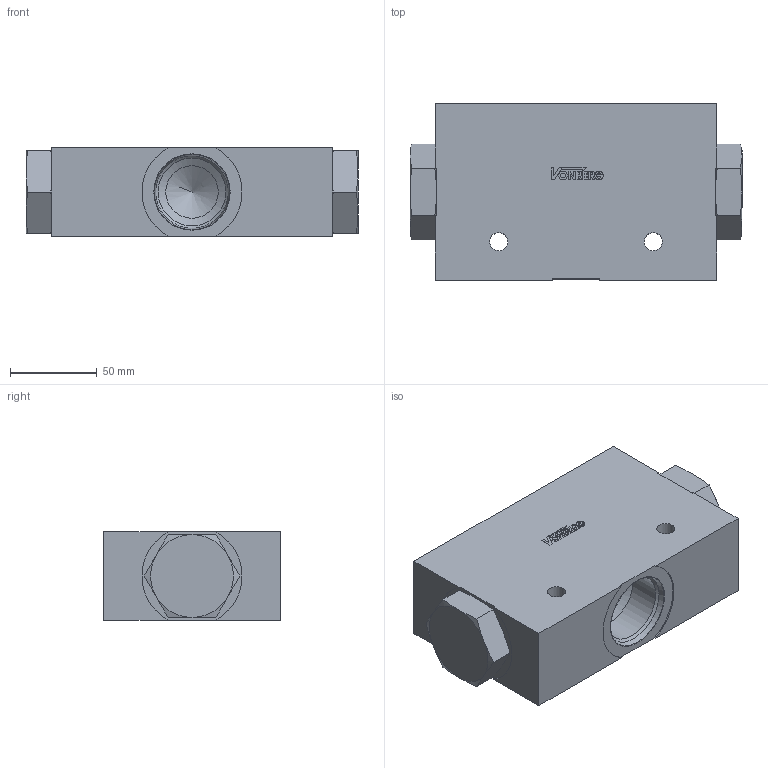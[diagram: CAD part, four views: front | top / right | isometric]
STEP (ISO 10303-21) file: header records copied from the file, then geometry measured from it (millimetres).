
FILE_DESCRIPTION((''),'2;1');
FILE_NAME('27100-220.stp','2015-02-06T09:52:48',('jml'),(''),'Autodesk Inventor 2010','Autodesk Inventor 2010','');
FILE_SCHEMA(('AUTOMOTIVE_DESIGN { 1 0 10303 214 1 1 1 1 }'));
Length unit declared in the file: inch
Products named in the file (4): 27100-220 (LevelofDetail1); 27100-220; 220323; 920 O-RING
Assembly tree (5 placements, depth 2):
  27100-220 (LevelofDetail1)
    27100-220
    220323  x2
    920 O-RING  x2
Bounding box: 190.88 x 101.6 x 50.8 mm (x, y, z)
Volume: 645681.1 mm3; surface area: 108923.5 mm2
Topology: 7 solids, 7 shells, 213 faces, 498 edges, 319 vertices
Faces by surface type: plane 119, cone 40, cylinder 29, bspline 18, torus 7
Full cylindrical faces by diameter (mm): 2.784 x1, 38.329 x2, 39.065 x2, 41.275 x2, 48.514 x2
Entity records: 5440 total; most frequent: CARTESIAN_POINT 1245, DIRECTION 815, ORIENTED_EDGE 762, EDGE_CURVE 381, AXIS2_PLACEMENT_3D 285, VERTEX_POINT 269, EDGE_LOOP 254, VECTOR 245
